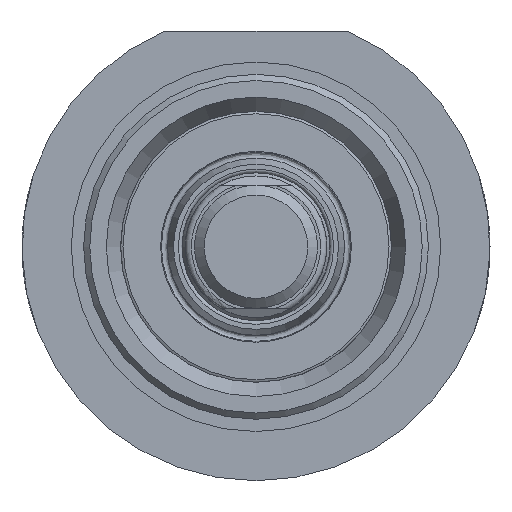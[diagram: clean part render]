
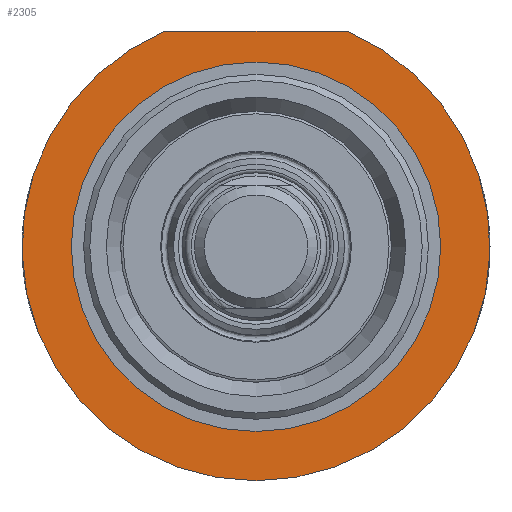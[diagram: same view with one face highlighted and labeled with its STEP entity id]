
A CAD part, front view. The second image highlights one B-rep face of the part: STEP entity #2305.
In plain terms, the highlighted planar face has unit normal (0, -1, 0).
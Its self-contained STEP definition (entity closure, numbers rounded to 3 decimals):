
#2009=CARTESIAN_POINT('',(-7.399,-71.25,17.5));
#2010=VERTEX_POINT('',#2009);
#2011=CARTESIAN_POINT('',(7.399,-71.25,17.5));
#2012=VERTEX_POINT('',#2011);
#2013=CARTESIAN_POINT('',(-7.399,-71.25,17.5));
#2014=DIRECTION('',(1.0,0.0,0.0));
#2015=VECTOR('',#2014,14.799);
#2016=LINE('',#2013,#2015);
#2017=EDGE_CURVE('',#2010,#2012,#2016,.T.);
#2072=CARTESIAN_POINT('',(0.0,-71.25,0.0));
#2073=DIRECTION('',(0.0,1.0,0.0));
#2074=DIRECTION('',(-0.389,0.0,0.921));
#2075=AXIS2_PLACEMENT_3D('',#2072,#2073,#2074);
#2076=CIRCLE('',#2075,19.);
#2077=EDGE_CURVE('',#2012,#2010,#2076,.T.);
#2265=CARTESIAN_POINT('',(0.0,-71.25,15.));
#2266=VERTEX_POINT('',#2265);
#2267=CARTESIAN_POINT('',(0.0,-71.25,0.0));
#2268=DIRECTION('',(0.0,1.0,0.0));
#2269=DIRECTION('',(0.0,0.0,1.0));
#2270=AXIS2_PLACEMENT_3D('',#2267,#2268,#2269);
#2271=CIRCLE('',#2270,15.0);
#2272=EDGE_CURVE('',#2266,#2266,#2271,.T.);
#2293=CARTESIAN_POINT('',(0.,-71.25,1.475));
#2294=DIRECTION('',(0.0,-1.0,0.0));
#2295=DIRECTION('',(0.0,0.0,-1.0));
#2296=AXIS2_PLACEMENT_3D('',#2293,#2294,#2295);
#2297=PLANE('',#2296);
#2298=ORIENTED_EDGE('',*,*,#2017,.F.);
#2299=ORIENTED_EDGE('',*,*,#2077,.F.);
#2300=EDGE_LOOP('',(#2298,#2299));
#2301=FACE_OUTER_BOUND('',#2300,.T.);
#2302=ORIENTED_EDGE('',*,*,#2272,.T.);
#2303=EDGE_LOOP('',(#2302));
#2304=FACE_BOUND('',#2303,.T.);
#2305=ADVANCED_FACE('',(#2301,#2304),#2297,.T.);
